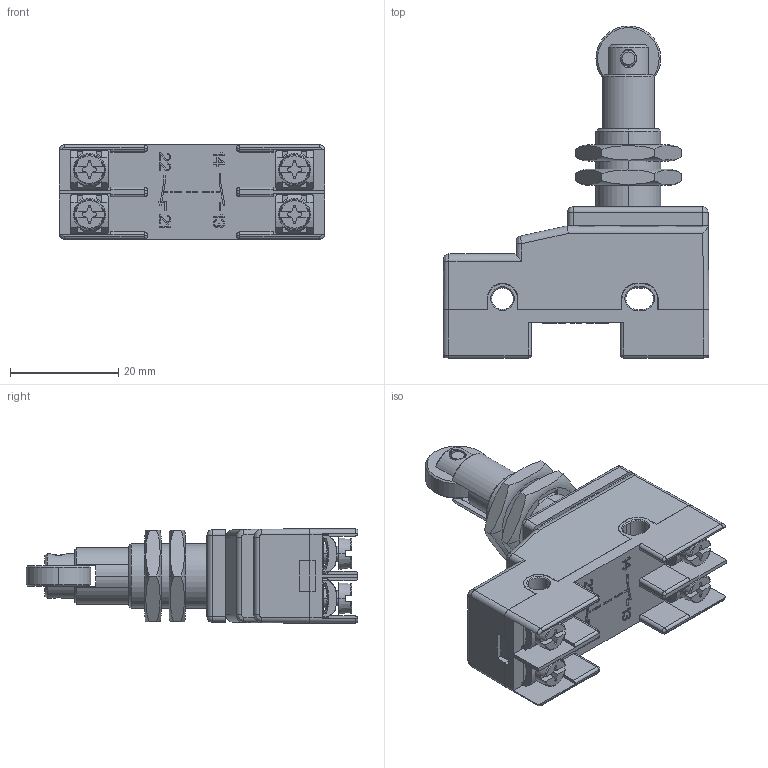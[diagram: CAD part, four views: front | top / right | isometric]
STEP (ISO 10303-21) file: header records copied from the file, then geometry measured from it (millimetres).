
FILE_DESCRIPTION((''),'2;1');
FILE_NAME('M305NONC_ASM','2022-03-25T',('alessandro.buglione'),(''),'PRO/ENGINEER BY PARAMETRIC TECHNOLOGY CORPORATION, 2011080','PRO/ENGINEER BY PARAMETRIC TECHNOLOGY CORPORATION, 2011080','');
FILE_SCHEMA(('CONFIG_CONTROL_DESIGN'));
Length unit declared in the file: millimetre
Products named in the file (13): 220001; 220061; 220062; 220013A; 220004; 220023; 220018; 220025; 220040; 220024; 220039; 220064; M305NONC_ASM
Assembly tree (18 placements, depth 2):
  M305NONC_ASM
    220001
    220061  x2
    220062  x2
    220013A
    220004
    220023
    220018
    220025  x2
    220040
    220024
    220039
    220064  x4
Bounding box: 49.2 x 61.45 x 17.45 mm (x, y, z)
Volume: 14395.4 mm3; surface area: 21729.9 mm2
Topology: 26 solids, 34 shells, 1897 faces, 4824 edges, 3082 vertices
Faces by surface type: plane 1103, cylinder 473, cone 170, torus 85, bspline 52, sphere 14
Entity records: 46088 total; most frequent: CARTESIAN_POINT 10702, ORIENTED_EDGE 7344, DIRECTION 7111, EDGE_CURVE 3680, VECTOR 2653, LINE 2653, VERTEX_POINT 2362, AXIS2_PLACEMENT_3D 2229
